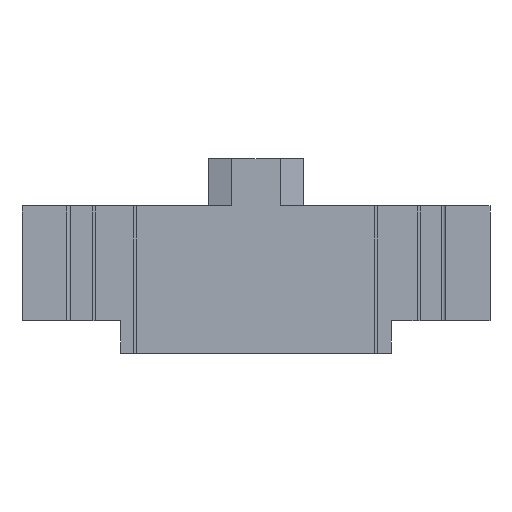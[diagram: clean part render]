
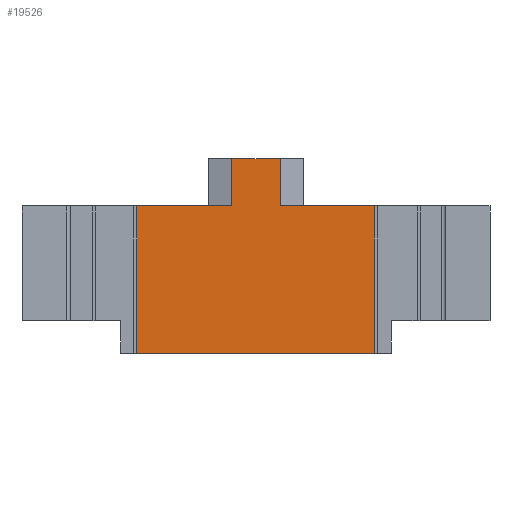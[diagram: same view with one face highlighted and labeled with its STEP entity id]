
A CAD part, front view. The second image highlights one B-rep face of the part: STEP entity #19526.
In plain terms, the highlighted planar face has unit normal (0, -1, 0).
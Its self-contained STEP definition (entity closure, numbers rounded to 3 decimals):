
#1639 = PLANE('',#1640);
#1640 = AXIS2_PLACEMENT_3D('',#1641,#1642,#1643);
#1641 = CARTESIAN_POINT('',(-15.9,-20.,3.4));
#1642 = DIRECTION('',(0.,0.,1.));
#1643 = DIRECTION('',(1.,0.,-0.));
#2286 = PLANE('',#2287);
#2287 = AXIS2_PLACEMENT_3D('',#2288,#2289,#2290);
#2288 = CARTESIAN_POINT('',(-12.6,-19.9,-6.6));
#2289 = DIRECTION('',(0.,0.,-1.));
#2290 = DIRECTION('',(0.,1.,0.));
#2712 = PLANE('',#2713);
#2713 = AXIS2_PLACEMENT_3D('',#2714,#2715,#2716);
#2714 = CARTESIAN_POINT('',(-15.9,-20.,3.4));
#2715 = DIRECTION('',(0.,0.,1.));
#2716 = DIRECTION('',(1.,0.,-0.));
#5440 = VERTEX_POINT('',#5441);
#5441 = CARTESIAN_POINT('',(1.65,-19.9,3.4));
#5457 = PLANE('',#5458);
#5458 = AXIS2_PLACEMENT_3D('',#5459,#5460,#5461);
#5459 = CARTESIAN_POINT('',(2.45,-19.667,3.4));
#5460 = DIRECTION('',(0.28,-0.96,0.));
#5461 = DIRECTION('',(0.,0.,-1.));
#5469 = EDGE_CURVE('',#5470,#5440,#5472,.T.);
#5470 = VERTEX_POINT('',#5471);
#5471 = CARTESIAN_POINT('',(8.05,-19.9,3.4));
#5472 = SURFACE_CURVE('',#5473,(#5477,#5484),.PCURVE_S1.);
#5473 = LINE('',#5474,#5475);
#5474 = CARTESIAN_POINT('',(12.6,-19.9,3.4));
#5475 = VECTOR('',#5476,1.);
#5476 = DIRECTION('',(-1.,0.,0.));
#5477 = PCURVE('',#1639,#5478);
#5478 = DEFINITIONAL_REPRESENTATION('',(#5479),#5483);
#5479 = LINE('',#5480,#5481);
#5480 = CARTESIAN_POINT('',(28.5,0.1));
#5481 = VECTOR('',#5482,1.);
#5482 = DIRECTION('',(-1.,0.));
#5483 = ( GEOMETRIC_REPRESENTATION_CONTEXT(2) 
PARAMETRIC_REPRESENTATION_CONTEXT() REPRESENTATION_CONTEXT('2D SPACE',''
  ) );
#5484 = PCURVE('',#5485,#5490);
#5485 = PLANE('',#5486);
#5486 = AXIS2_PLACEMENT_3D('',#5487,#5488,#5489);
#5487 = CARTESIAN_POINT('',(8.,-19.9,-6.6));
#5488 = DIRECTION('',(0.,1.,0.));
#5489 = DIRECTION('',(0.,0.,1.));
#5490 = DEFINITIONAL_REPRESENTATION('',(#5491),#5495);
#5491 = LINE('',#5492,#5493);
#5492 = CARTESIAN_POINT('',(10.,4.6));
#5493 = VECTOR('',#5494,1.);
#5494 = DIRECTION('',(0.,-1.));
#5495 = ( GEOMETRIC_REPRESENTATION_CONTEXT(2) 
PARAMETRIC_REPRESENTATION_CONTEXT() REPRESENTATION_CONTEXT('2D SPACE',''
  ) );
#5513 = PLANE('',#5514);
#5514 = AXIS2_PLACEMENT_3D('',#5515,#5516,#5517);
#5515 = CARTESIAN_POINT('',(8.05,-19.9,-6.6));
#5516 = DIRECTION('',(-1.,0.,0.));
#5517 = DIRECTION('',(0.,0.,1.));
#8824 = EDGE_CURVE('',#8825,#8827,#8829,.T.);
#8825 = VERTEX_POINT('',#8826);
#8826 = CARTESIAN_POINT('',(8.05,-19.9,-6.6));
#8827 = VERTEX_POINT('',#8828);
#8828 = CARTESIAN_POINT('',(-8.1,-19.9,-6.6));
#8829 = SURFACE_CURVE('',#8830,(#8834,#8841),.PCURVE_S1.);
#8830 = LINE('',#8831,#8832);
#8831 = CARTESIAN_POINT('',(8.05,-19.9,-6.6));
#8832 = VECTOR('',#8833,1.);
#8833 = DIRECTION('',(-1.,0.,0.));
#8834 = PCURVE('',#2286,#8835);
#8835 = DEFINITIONAL_REPRESENTATION('',(#8836),#8840);
#8836 = LINE('',#8837,#8838);
#8837 = CARTESIAN_POINT('',(0.,20.65));
#8838 = VECTOR('',#8839,1.);
#8839 = DIRECTION('',(0.,-1.));
#8840 = ( GEOMETRIC_REPRESENTATION_CONTEXT(2) 
PARAMETRIC_REPRESENTATION_CONTEXT() REPRESENTATION_CONTEXT('2D SPACE',''
  ) );
#8841 = PCURVE('',#5485,#8842);
#8842 = DEFINITIONAL_REPRESENTATION('',(#8843),#8847);
#8843 = LINE('',#8844,#8845);
#8844 = CARTESIAN_POINT('',(0.,0.05));
#8845 = VECTOR('',#8846,1.);
#8846 = DIRECTION('',(0.,-1.));
#8847 = ( GEOMETRIC_REPRESENTATION_CONTEXT(2) 
PARAMETRIC_REPRESENTATION_CONTEXT() REPRESENTATION_CONTEXT('2D SPACE',''
  ) );
#8865 = PLANE('',#8866);
#8866 = AXIS2_PLACEMENT_3D('',#8867,#8868,#8869);
#8867 = CARTESIAN_POINT('',(-8.1,-19.1,-6.6));
#8868 = DIRECTION('',(-1.,0.,0.));
#8869 = DIRECTION('',(0.,0.,1.));
#9750 = VERTEX_POINT('',#9751);
#9751 = CARTESIAN_POINT('',(-8.1,-19.9,3.4));
#9772 = EDGE_CURVE('',#9773,#9750,#9775,.T.);
#9773 = VERTEX_POINT('',#9774);
#9774 = CARTESIAN_POINT('',(-1.65,-19.9,3.4));
#9775 = SURFACE_CURVE('',#9776,(#9780,#9787),.PCURVE_S1.);
#9776 = LINE('',#9777,#9778);
#9777 = CARTESIAN_POINT('',(12.6,-19.9,3.4));
#9778 = VECTOR('',#9779,1.);
#9779 = DIRECTION('',(-1.,0.,0.));
#9780 = PCURVE('',#2712,#9781);
#9781 = DEFINITIONAL_REPRESENTATION('',(#9782),#9786);
#9782 = LINE('',#9783,#9784);
#9783 = CARTESIAN_POINT('',(28.5,0.1));
#9784 = VECTOR('',#9785,1.);
#9785 = DIRECTION('',(-1.,0.));
#9786 = ( GEOMETRIC_REPRESENTATION_CONTEXT(2) 
PARAMETRIC_REPRESENTATION_CONTEXT() REPRESENTATION_CONTEXT('2D SPACE',''
  ) );
#9787 = PCURVE('',#5485,#9788);
#9788 = DEFINITIONAL_REPRESENTATION('',(#9789),#9793);
#9789 = LINE('',#9790,#9791);
#9790 = CARTESIAN_POINT('',(10.,4.6));
#9791 = VECTOR('',#9792,1.);
#9792 = DIRECTION('',(0.,-1.));
#9793 = ( GEOMETRIC_REPRESENTATION_CONTEXT(2) 
PARAMETRIC_REPRESENTATION_CONTEXT() REPRESENTATION_CONTEXT('2D SPACE',''
  ) );
#9811 = PLANE('',#9812);
#9812 = AXIS2_PLACEMENT_3D('',#9813,#9814,#9815);
#9813 = CARTESIAN_POINT('',(-2.45,-19.667,3.4));
#9814 = DIRECTION('',(0.28,0.96,0.));
#9815 = DIRECTION('',(0.,0.,-1.));
#14458 = EDGE_CURVE('',#5440,#14459,#14461,.T.);
#14459 = VERTEX_POINT('',#14460);
#14460 = CARTESIAN_POINT('',(1.65,-19.9,6.6));
#14461 = SURFACE_CURVE('',#14462,(#14466,#14473),.PCURVE_S1.);
#14462 = LINE('',#14463,#14464);
#14463 = CARTESIAN_POINT('',(1.65,-19.9,5.));
#14464 = VECTOR('',#14465,1.);
#14465 = DIRECTION('',(-0.,0.,1.));
#14466 = PCURVE('',#5457,#14467);
#14467 = DEFINITIONAL_REPRESENTATION('',(#14468),#14472);
#14468 = LINE('',#14469,#14470);
#14469 = CARTESIAN_POINT('',(-1.6,-0.833));
#14470 = VECTOR('',#14471,1.);
#14471 = DIRECTION('',(-1.,0.));
#14472 = ( GEOMETRIC_REPRESENTATION_CONTEXT(2) 
PARAMETRIC_REPRESENTATION_CONTEXT() REPRESENTATION_CONTEXT('2D SPACE',''
  ) );
#14473 = PCURVE('',#5485,#14474);
#14474 = DEFINITIONAL_REPRESENTATION('',(#14475),#14479);
#14475 = LINE('',#14476,#14477);
#14476 = CARTESIAN_POINT('',(11.6,-6.35));
#14477 = VECTOR('',#14478,1.);
#14478 = DIRECTION('',(1.,0.));
#14479 = ( GEOMETRIC_REPRESENTATION_CONTEXT(2) 
PARAMETRIC_REPRESENTATION_CONTEXT() REPRESENTATION_CONTEXT('2D SPACE',''
  ) );
#14497 = PLANE('',#14498);
#14498 = AXIS2_PLACEMENT_3D('',#14499,#14500,#14501);
#14499 = CARTESIAN_POINT('',(-1.65,-20.,6.6));
#14500 = DIRECTION('',(0.,0.,1.));
#14501 = DIRECTION('',(1.,0.,-0.));
#19504 = EDGE_CURVE('',#8825,#5470,#19505,.T.);
#19505 = SURFACE_CURVE('',#19506,(#19510,#19517),.PCURVE_S1.);
#19506 = LINE('',#19507,#19508);
#19507 = CARTESIAN_POINT('',(8.05,-19.9,-6.6));
#19508 = VECTOR('',#19509,1.);
#19509 = DIRECTION('',(0.,0.,1.));
#19510 = PCURVE('',#5513,#19511);
#19511 = DEFINITIONAL_REPRESENTATION('',(#19512),#19516);
#19512 = LINE('',#19513,#19514);
#19513 = CARTESIAN_POINT('',(0.,0.));
#19514 = VECTOR('',#19515,1.);
#19515 = DIRECTION('',(1.,0.));
#19516 = ( GEOMETRIC_REPRESENTATION_CONTEXT(2) 
PARAMETRIC_REPRESENTATION_CONTEXT() REPRESENTATION_CONTEXT('2D SPACE',''
  ) );
#19517 = PCURVE('',#5485,#19518);
#19518 = DEFINITIONAL_REPRESENTATION('',(#19519),#19523);
#19519 = LINE('',#19520,#19521);
#19520 = CARTESIAN_POINT('',(0.,0.05));
#19521 = VECTOR('',#19522,1.);
#19522 = DIRECTION('',(1.,0.));
#19523 = ( GEOMETRIC_REPRESENTATION_CONTEXT(2) 
PARAMETRIC_REPRESENTATION_CONTEXT() REPRESENTATION_CONTEXT('2D SPACE',''
  ) );
#19526 = ADVANCED_FACE('',(#19527),#5485,.F.);
#19527 = FACE_BOUND('',#19528,.F.);
#19528 = EDGE_LOOP('',(#19529,#19550,#19551,#19574,#19595,#19596,#19597,
    #19598));
#19529 = ORIENTED_EDGE('',*,*,#19530,.T.);
#19530 = EDGE_CURVE('',#8827,#9750,#19531,.T.);
#19531 = SURFACE_CURVE('',#19532,(#19536,#19543),.PCURVE_S1.);
#19532 = LINE('',#19533,#19534);
#19533 = CARTESIAN_POINT('',(-8.1,-19.9,-0.5));
#19534 = VECTOR('',#19535,1.);
#19535 = DIRECTION('',(0.,-0.,1.));
#19536 = PCURVE('',#5485,#19537);
#19537 = DEFINITIONAL_REPRESENTATION('',(#19538),#19542);
#19538 = LINE('',#19539,#19540);
#19539 = CARTESIAN_POINT('',(6.1,-16.1));
#19540 = VECTOR('',#19541,1.);
#19541 = DIRECTION('',(1.,0.));
#19542 = ( GEOMETRIC_REPRESENTATION_CONTEXT(2) 
PARAMETRIC_REPRESENTATION_CONTEXT() REPRESENTATION_CONTEXT('2D SPACE',''
  ) );
#19543 = PCURVE('',#8865,#19544);
#19544 = DEFINITIONAL_REPRESENTATION('',(#19545),#19549);
#19545 = LINE('',#19546,#19547);
#19546 = CARTESIAN_POINT('',(6.1,-0.8));
#19547 = VECTOR('',#19548,1.);
#19548 = DIRECTION('',(1.,0.));
#19549 = ( GEOMETRIC_REPRESENTATION_CONTEXT(2) 
PARAMETRIC_REPRESENTATION_CONTEXT() REPRESENTATION_CONTEXT('2D SPACE',''
  ) );
#19550 = ORIENTED_EDGE('',*,*,#9772,.F.);
#19551 = ORIENTED_EDGE('',*,*,#19552,.F.);
#19552 = EDGE_CURVE('',#19553,#9773,#19555,.T.);
#19553 = VERTEX_POINT('',#19554);
#19554 = CARTESIAN_POINT('',(-1.65,-19.9,6.6));
#19555 = SURFACE_CURVE('',#19556,(#19560,#19567),.PCURVE_S1.);
#19556 = LINE('',#19557,#19558);
#19557 = CARTESIAN_POINT('',(-1.65,-19.9,3.4));
#19558 = VECTOR('',#19559,1.);
#19559 = DIRECTION('',(0.,0.,-1.));
#19560 = PCURVE('',#5485,#19561);
#19561 = DEFINITIONAL_REPRESENTATION('',(#19562),#19566);
#19562 = LINE('',#19563,#19564);
#19563 = CARTESIAN_POINT('',(10.,-9.65));
#19564 = VECTOR('',#19565,1.);
#19565 = DIRECTION('',(-1.,0.));
#19566 = ( GEOMETRIC_REPRESENTATION_CONTEXT(2) 
PARAMETRIC_REPRESENTATION_CONTEXT() REPRESENTATION_CONTEXT('2D SPACE',''
  ) );
#19567 = PCURVE('',#9811,#19568);
#19568 = DEFINITIONAL_REPRESENTATION('',(#19569),#19573);
#19569 = LINE('',#19570,#19571);
#19570 = CARTESIAN_POINT('',(0.,-0.833));
#19571 = VECTOR('',#19572,1.);
#19572 = DIRECTION('',(1.,-0.));
#19573 = ( GEOMETRIC_REPRESENTATION_CONTEXT(2) 
PARAMETRIC_REPRESENTATION_CONTEXT() REPRESENTATION_CONTEXT('2D SPACE',''
  ) );
#19574 = ORIENTED_EDGE('',*,*,#19575,.F.);
#19575 = EDGE_CURVE('',#14459,#19553,#19576,.T.);
#19576 = SURFACE_CURVE('',#19577,(#19581,#19588),.PCURVE_S1.);
#19577 = LINE('',#19578,#19579);
#19578 = CARTESIAN_POINT('',(3.25,-19.9,6.6));
#19579 = VECTOR('',#19580,1.);
#19580 = DIRECTION('',(-1.,0.,0.));
#19581 = PCURVE('',#5485,#19582);
#19582 = DEFINITIONAL_REPRESENTATION('',(#19583),#19587);
#19583 = LINE('',#19584,#19585);
#19584 = CARTESIAN_POINT('',(13.2,-4.75));
#19585 = VECTOR('',#19586,1.);
#19586 = DIRECTION('',(0.,-1.));
#19587 = ( GEOMETRIC_REPRESENTATION_CONTEXT(2) 
PARAMETRIC_REPRESENTATION_CONTEXT() REPRESENTATION_CONTEXT('2D SPACE',''
  ) );
#19588 = PCURVE('',#14497,#19589);
#19589 = DEFINITIONAL_REPRESENTATION('',(#19590),#19594);
#19590 = LINE('',#19591,#19592);
#19591 = CARTESIAN_POINT('',(4.9,0.1));
#19592 = VECTOR('',#19593,1.);
#19593 = DIRECTION('',(-1.,0.));
#19594 = ( GEOMETRIC_REPRESENTATION_CONTEXT(2) 
PARAMETRIC_REPRESENTATION_CONTEXT() REPRESENTATION_CONTEXT('2D SPACE',''
  ) );
#19595 = ORIENTED_EDGE('',*,*,#14458,.F.);
#19596 = ORIENTED_EDGE('',*,*,#5469,.F.);
#19597 = ORIENTED_EDGE('',*,*,#19504,.F.);
#19598 = ORIENTED_EDGE('',*,*,#8824,.T.);
